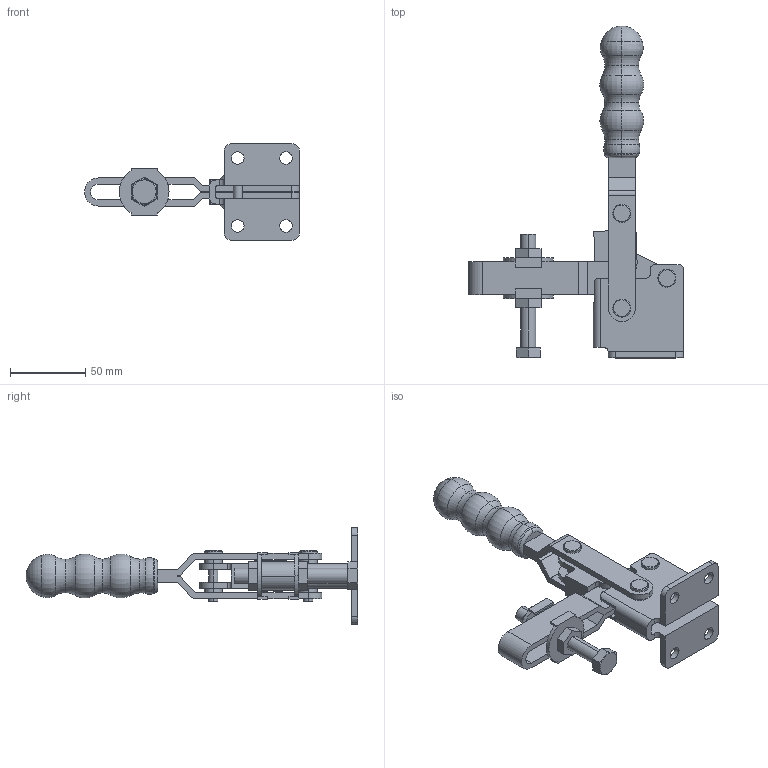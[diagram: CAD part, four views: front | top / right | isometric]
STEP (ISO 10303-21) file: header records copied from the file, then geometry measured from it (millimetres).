
FILE_DESCRIPTION (( 'STEP AP214' ), '1' );
FILE_NAME ('GH-13502-B(Â²¤Æ).STEP', '2020-03-20T05:43:13', ( 'LinWei' ), ( '' ), 'SwSTEP 2.0', 'SolidWorks 2016', '' );
FILE_SCHEMA (( 'AUTOMOTIVE_DESIGN' ));
Length unit declared in the file: millimetre
Products named in the file (6): 113501B09-1^GH-13502-B(簡化); Group5^GH-13502-B(簡化); Group4^GH-13502-B(簡化); Group2^GH-13502-B(簡化); Group1^GH-13502-B(簡化); GH-13502-B(簡化)
Assembly tree (5 placements, depth 2):
  GH-13502-B(簡化)
    Group1^GH-13502-B(簡化)
    Group2^GH-13502-B(簡化)
    Group4^GH-13502-B(簡化)
    Group5^GH-13502-B(簡化)
    113501B09-1^GH-13502-B(簡化)
Bounding box: 142.8 x 220.4 x 64 mm (x, y, z)
Volume: 146860.7 mm3; surface area: 70651.3 mm2
Topology: 5 solids, 5 shells, 295 faces, 750 edges, 483 vertices
Faces by surface type: plane 136, cylinder 123, torus 24, cone 12
Entity records: 10065 total; most frequent: CARTESIAN_POINT 1680, DIRECTION 1644, ORIENTED_EDGE 1496, EDGE_CURVE 748, AXIS2_PLACEMENT_3D 611, VERTEX_POINT 483, VECTOR 422, LINE 422
